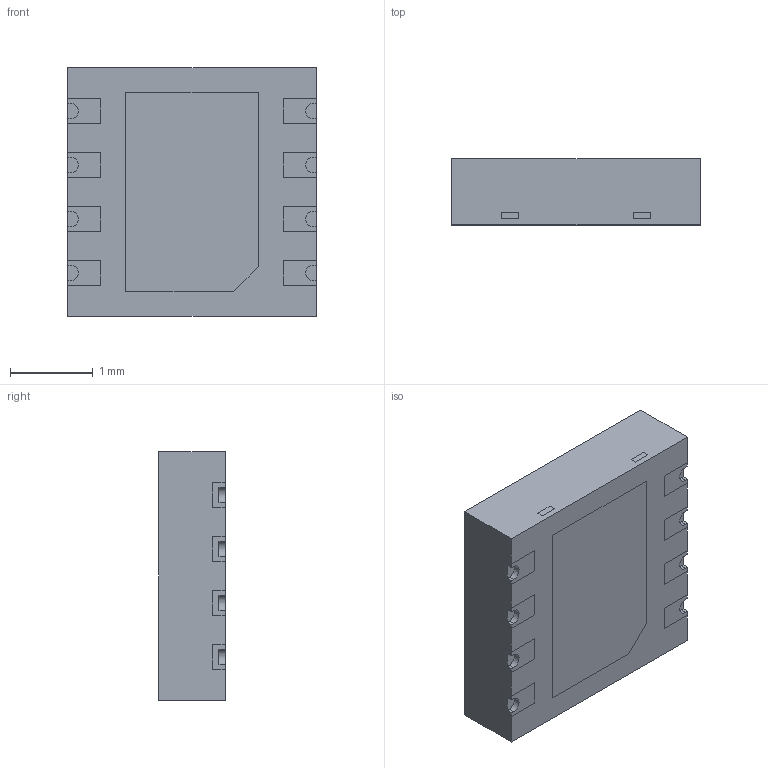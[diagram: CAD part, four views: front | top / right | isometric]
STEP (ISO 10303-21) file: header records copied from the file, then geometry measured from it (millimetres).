
FILE_DESCRIPTION(/* description */ ('Unknown'),/* implementation_level */ '2;1');
FILE_NAME(/* name */ 'DFN3030-8',/* time_stamp */ '2023-02-20T16:01:41+08:00',/* author */ ('Unknown'),/* organization */ ('Unknown'),/* preprocessor_version */ 'ST-DEVELOPER v18.102',/* originating_system */ 'Solid Edge',/* authorisation */ 'Unknown');
FILE_SCHEMA (('AUTOMOTIVE_DESIGN {1 0 10303 214 3 1 1}'));
Length unit declared in the file: millimetre
Products named in the file (3): DFN3030-8; ldf_0; MD-1_0
Assembly tree (2 placements, depth 2):
  DFN3030-8
    ldf_0
    MD-1_0
Bounding box: 3 x 0.8 x 3 mm (x, y, z)
Volume: 7.2 mm3; surface area: 48.7 mm2
Topology: 10 solids, 10 shells, 289 faces, 778 edges, 508 vertices
Faces by surface type: plane 241, cylinder 48
Entity records: 10159 total; most frequent: CARTESIAN_POINT 1578, ORIENTED_EDGE 1556, DIRECTION 1458, EDGE_CURVE 778, LINE 682, VECTOR 682, VERTEX_POINT 508, AXIS2_PLACEMENT_3D 388
